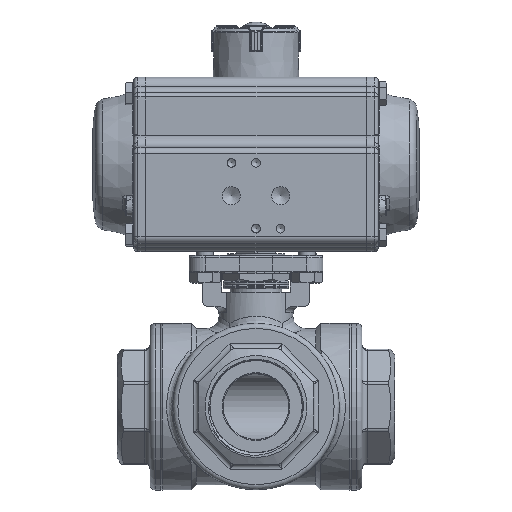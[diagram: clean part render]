
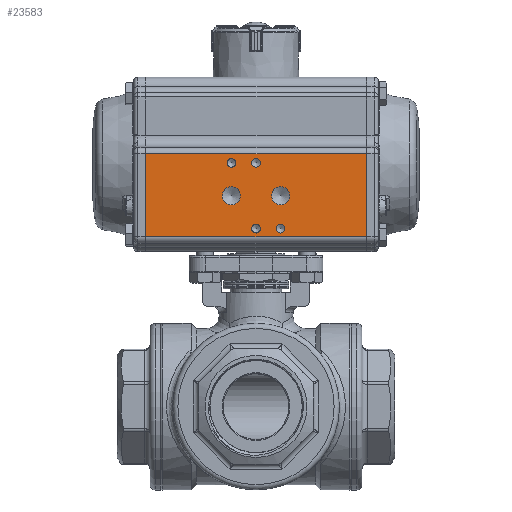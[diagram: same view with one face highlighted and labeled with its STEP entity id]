
A CAD part, top view. The second image highlights one B-rep face of the part: STEP entity #23583.
In plain terms, the highlighted face is planar.
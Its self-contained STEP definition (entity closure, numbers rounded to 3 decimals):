
#827=PLANE('',#25427);
#2464=LINE('',#67708,#4158);
#2478=LINE('',#67773,#4172);
#2515=LINE('',#67897,#4209);
#2516=LINE('',#67899,#4210);
#4158=VECTOR('',#29536,1000.);
#4172=VECTOR('',#29588,1000.);
#4209=VECTOR('',#29713,1000.);
#4210=VECTOR('',#29716,1000.);
#10208=ORIENTED_EDGE('',*,*,#14854,.T.);
#10209=ORIENTED_EDGE('',*,*,#14949,.F.);
#10210=ORIENTED_EDGE('',*,*,#14886,.F.);
#10211=ORIENTED_EDGE('',*,*,#14950,.T.);
#10212=ORIENTED_EDGE('',*,*,#14767,.F.);
#10213=ORIENTED_EDGE('',*,*,#14765,.F.);
#10214=ORIENTED_EDGE('',*,*,#14763,.F.);
#10215=ORIENTED_EDGE('',*,*,#14761,.F.);
#10216=ORIENTED_EDGE('',*,*,#14759,.F.);
#10217=ORIENTED_EDGE('',*,*,#14757,.F.);
#14757=EDGE_CURVE('',#17526,#17526,#18587,.T.);
#14759=EDGE_CURVE('',#17529,#17529,#18589,.T.);
#14761=EDGE_CURVE('',#17532,#17532,#18591,.T.);
#14763=EDGE_CURVE('',#17535,#17535,#18593,.T.);
#14765=EDGE_CURVE('',#17538,#17538,#18595,.T.);
#14767=EDGE_CURVE('',#17541,#17541,#18597,.T.);
#14854=EDGE_CURVE('',#17630,#17629,#2464,.T.);
#14886=EDGE_CURVE('',#17661,#17662,#2478,.T.);
#14949=EDGE_CURVE('',#17662,#17629,#2515,.T.);
#14950=EDGE_CURVE('',#17661,#17630,#2516,.T.);
#17526=VERTEX_POINT('',#67459);
#17529=VERTEX_POINT('',#67466);
#17532=VERTEX_POINT('',#67473);
#17535=VERTEX_POINT('',#67480);
#17538=VERTEX_POINT('',#67487);
#17541=VERTEX_POINT('',#67494);
#17629=VERTEX_POINT('',#67707);
#17630=VERTEX_POINT('',#67709);
#17661=VERTEX_POINT('',#67772);
#17662=VERTEX_POINT('',#67774);
#18587=CIRCLE('',#25249,4.4);
#18589=CIRCLE('',#25253,4.4);
#18591=CIRCLE('',#25257,2.1);
#18593=CIRCLE('',#25261,2.1);
#18595=CIRCLE('',#25265,2.1);
#18597=CIRCLE('',#25269,2.1);
#20225=EDGE_LOOP('',(#10208,#10209,#10210,#10211));
#20226=EDGE_LOOP('',(#10212));
#20227=EDGE_LOOP('',(#10213));
#20228=EDGE_LOOP('',(#10214));
#20229=EDGE_LOOP('',(#10215));
#20230=EDGE_LOOP('',(#10216));
#20231=EDGE_LOOP('',(#10217));
#21957=FACE_BOUND('',#20225,.T.);
#21958=FACE_BOUND('',#20226,.T.);
#21959=FACE_BOUND('',#20227,.T.);
#21960=FACE_BOUND('',#20228,.T.);
#21961=FACE_BOUND('',#20229,.T.);
#21962=FACE_BOUND('',#20230,.T.);
#21963=FACE_BOUND('',#20231,.T.);
#23583=ADVANCED_FACE('',(#21957,#21958,#21959,#21960,#21961,#21962,#21963),
#827,.F.);
#25249=AXIS2_PLACEMENT_3D('',#67458,#29275,#29276);
#25253=AXIS2_PLACEMENT_3D('',#67465,#29283,#29284);
#25257=AXIS2_PLACEMENT_3D('',#67472,#29291,#29292);
#25261=AXIS2_PLACEMENT_3D('',#67479,#29299,#29300);
#25265=AXIS2_PLACEMENT_3D('',#67486,#29307,#29308);
#25269=AXIS2_PLACEMENT_3D('',#67493,#29315,#29316);
#25427=AXIS2_PLACEMENT_3D('',#67898,#29714,#29715);
#29275=DIRECTION('',(-1.,0.,0.));
#29276=DIRECTION('',(0.,0.,1.));
#29283=DIRECTION('',(-1.,0.,0.));
#29284=DIRECTION('',(0.,0.,1.));
#29291=DIRECTION('',(-1.,0.,0.));
#29292=DIRECTION('',(0.,0.,1.));
#29299=DIRECTION('',(-1.,0.,0.));
#29300=DIRECTION('',(0.,0.,1.));
#29307=DIRECTION('',(-1.,0.,0.));
#29308=DIRECTION('',(0.,0.,1.));
#29315=DIRECTION('',(-1.,0.,0.));
#29316=DIRECTION('',(0.,0.,1.));
#29536=DIRECTION('',(0.,-1.,0.));
#29588=DIRECTION('',(0.,-1.,0.));
#29713=DIRECTION('',(0.,0.,-1.));
#29714=DIRECTION('',(1.,0.,0.));
#29715=DIRECTION('',(0.,1.,0.));
#29716=DIRECTION('',(0.,0.,-1.));
#67458=CARTESIAN_POINT('',(-46.55,-15.35,12.));
#67459=CARTESIAN_POINT('',(-46.55,-15.35,16.4));
#67465=CARTESIAN_POINT('',(-46.55,-15.35,-12.));
#67466=CARTESIAN_POINT('',(-46.55,-15.35,-7.6));
#67472=CARTESIAN_POINT('',(-46.55,-31.35,12.));
#67473=CARTESIAN_POINT('',(-46.55,-31.35,14.1));
#67479=CARTESIAN_POINT('',(-46.55,-31.35,0.));
#67480=CARTESIAN_POINT('',(-46.55,-31.35,2.1));
#67486=CARTESIAN_POINT('',(-46.55,0.65,0.));
#67487=CARTESIAN_POINT('',(-46.55,0.65,2.1));
#67493=CARTESIAN_POINT('',(-46.55,0.65,-12.));
#67494=CARTESIAN_POINT('',(-46.55,0.65,-9.9));
#67707=CARTESIAN_POINT('',(-46.55,-35.35,-53.5));
#67708=CARTESIAN_POINT('',(-46.55,5.107,-53.5));
#67709=CARTESIAN_POINT('',(-46.55,5.107,-53.5));
#67772=CARTESIAN_POINT('',(-46.55,5.107,53.5));
#67773=CARTESIAN_POINT('',(-46.55,5.107,53.5));
#67774=CARTESIAN_POINT('',(-46.55,-35.35,53.5));
#67897=CARTESIAN_POINT('',(-46.55,-35.35,53.5));
#67898=CARTESIAN_POINT('',(-46.55,5.107,53.5));
#67899=CARTESIAN_POINT('',(-46.55,5.107,53.5));
